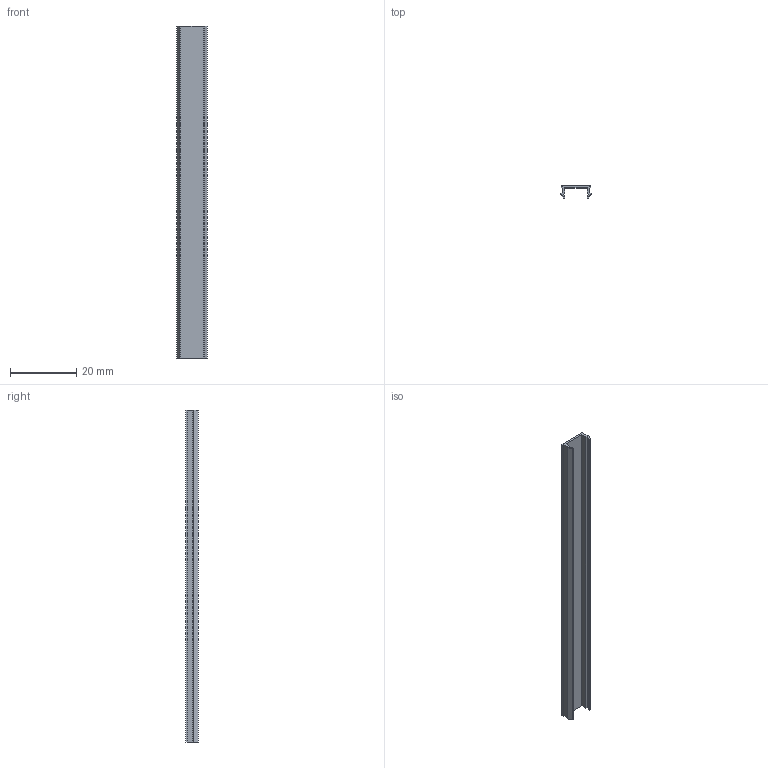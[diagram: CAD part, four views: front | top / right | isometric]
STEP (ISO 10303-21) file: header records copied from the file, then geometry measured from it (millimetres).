
FILE_DESCRIPTION(/* description */ (''),/* implementation_level */ '2;1');
FILE_NAME(/* name */ '230839.stp',/* time_stamp */ '2022-07-29T11:17:23+02:00',/* author */ ('aluteckkpl_am'),/* organization */ (''),/* preprocessor_version */ 'ST-DEVELOPER v18.1',/* originating_system */ 'Autodesk Inventor 2021',/* authorisation */ '');
FILE_SCHEMA (('CONFIG_CONTROL_DESIGN'));
Length unit declared in the file: millimetre
Products named in the file (1): 230839-ZP
Bounding box: 9.1 x 3.85 x 100 mm (x, y, z)
Volume: 1038.5 mm3; surface area: 3287.5 mm2
Topology: 1 solids, 1 shells, 24 faces, 66 edges, 44 vertices
Faces by surface type: plane 24
Entity records: 832 total; most frequent: CARTESIAN_POINT 135, ORIENTED_EDGE 132, DIRECTION 116, LINE 66, VECTOR 66, EDGE_CURVE 66, VERTEX_POINT 44, AXIS2_PLACEMENT_3D 25
